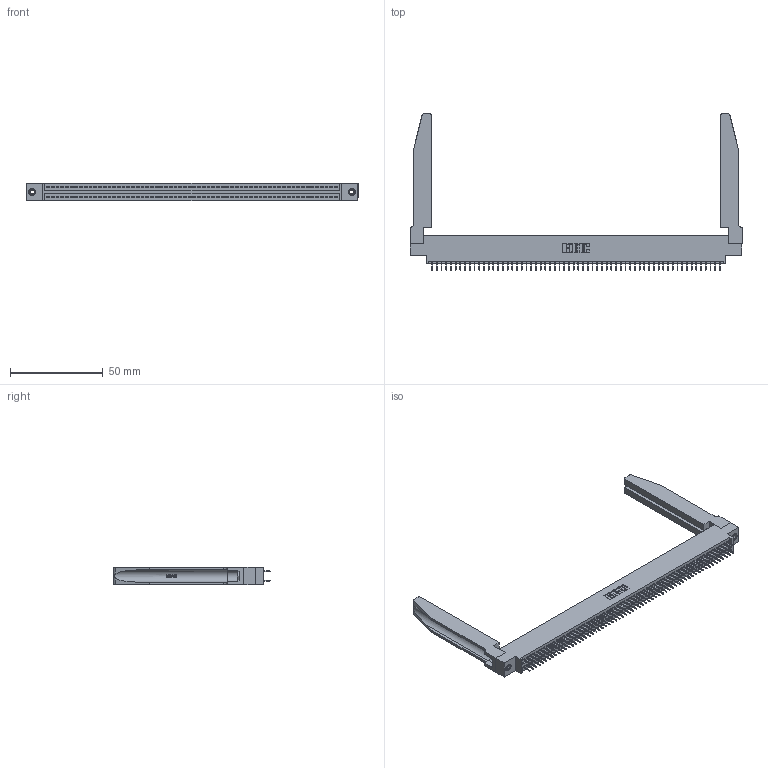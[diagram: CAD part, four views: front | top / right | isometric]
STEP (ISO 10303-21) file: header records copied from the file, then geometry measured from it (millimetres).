
FILE_DESCRIPTION (( 'STEP AP203' ), '1' );
FILE_NAME ('395-124-525-878.STEP', '2020-09-26T00:01:20', ( '' ), ( '' ), 'SwSTEP 2.0', 'SolidWorks 2020', '' );
FILE_SCHEMA (( 'CONFIG_CONTROL_DESIGN' ));
Length unit declared in the file: inch
Products named in the file (5): 345-292-001_345-293-125; 345-220-078_345-220-078; 345 Part_0.170 Offset - 0.156 Dia-TH; 395-124-525-878; 345-250-001_345-250-001-102
Assembly tree (129 placements, depth 2):
  395-124-525-878
    345 Part_0.170 Offset - 0.156 Dia-TH
    345-292-001_345-293-125  x124
    345-250-001_345-250-001-102  x2
    345-220-078_345-220-078  x2
Bounding box: 178.71 x 84 x 9.4 mm (x, y, z)
Volume: 24999.1 mm3; surface area: 32221.1 mm2
Topology: 129 solids, 129 shells, 7060 faces, 19933 edges, 12782 vertices
Faces by surface type: plane 5062, cylinder 1946, bspline 36, cone 12, torus 4
Entity records: 50900 total; most frequent: CARTESIAN_POINT 9431, ORIENTED_EDGE 8262, DIRECTION 7285, EDGE_CURVE 4131, VECTOR 3661, LINE 3661, VERTEX_POINT 2744, AXIS2_PLACEMENT_3D 1812
